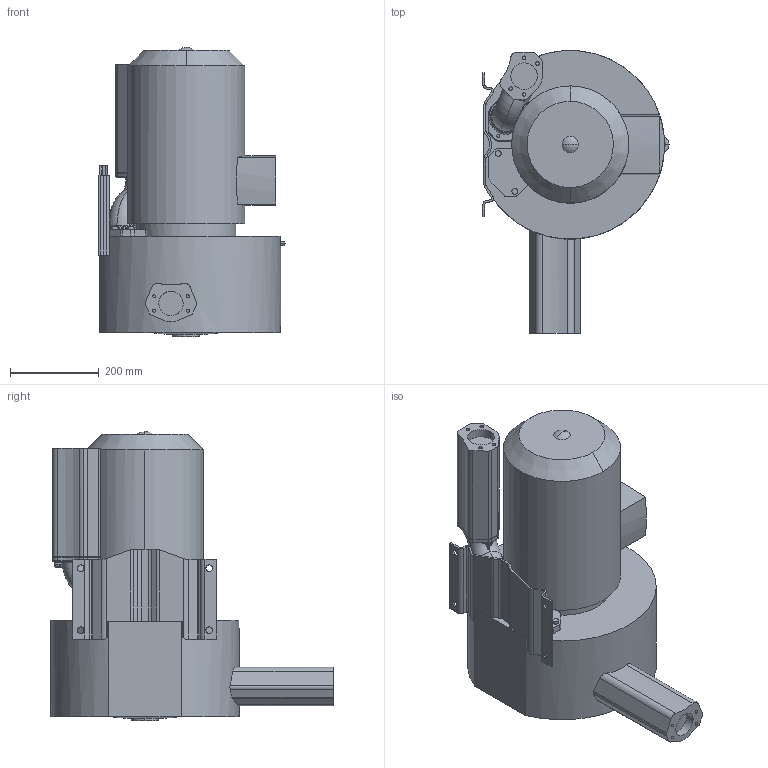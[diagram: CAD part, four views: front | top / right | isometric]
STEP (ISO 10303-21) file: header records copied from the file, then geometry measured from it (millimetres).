
FILE_DESCRIPTION (( 'STEP AP203' ), '1' );
FILE_NAME ('2rb720-1HQ57.STEP', '2025-04-28T06:00:35', ( '' ), ( '' ), 'SwSTEP 2.0', 'SolidWorks 2021', '' );
FILE_SCHEMA (( 'CONFIG_CONTROL_DESIGN' ));
Length unit declared in the file: millimetre
Products named in the file (1): 2rb720-1HQ57
Bounding box: 420.12 x 638.43 x 652.95 mm (x, y, z)
Volume: 58111270.1 mm3; surface area: 1348662.4 mm2
Topology: 1 solids, 8 shells, 477 faces, 1241 edges, 802 vertices
Faces by surface type: cylinder 196, plane 126, torus 81, bspline 55, cone 13, sphere 6
Entity records: 30783 total; most frequent: CARTESIAN_POINT 20318, ORIENTED_EDGE 2468, DIRECTION 1692, EDGE_CURVE 1234, VERTEX_POINT 800, AXIS2_PLACEMENT_3D 646, B_SPLINE_CURVE_WITH_KNOTS 572, EDGE_LOOP 516
